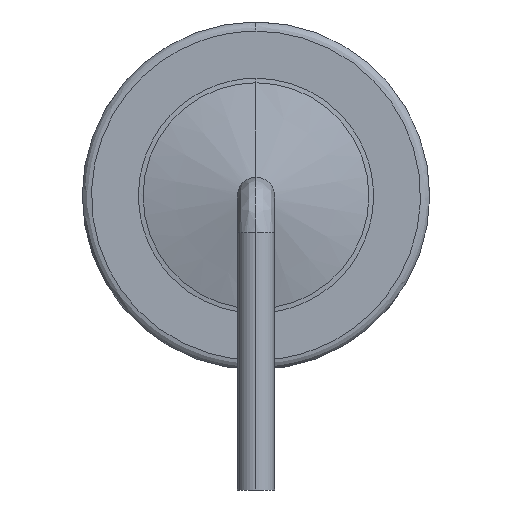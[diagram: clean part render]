
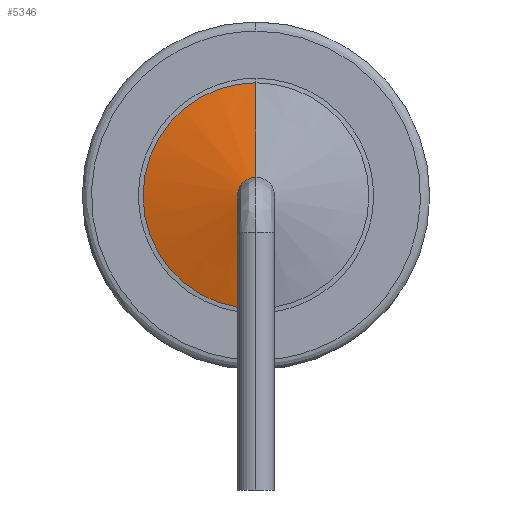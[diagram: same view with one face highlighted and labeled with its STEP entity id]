
A CAD part, left-side view. The second image highlights one B-rep face of the part: STEP entity #5346.
In plain terms, the highlighted conical face has half-angle 76.219 degrees and reference radius 2.438 mm.
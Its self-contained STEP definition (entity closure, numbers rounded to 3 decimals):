
#57 = DIRECTION ( 'NONE',  ( 0.238, 0., -0.971 ) ) ;
#143 = CARTESIAN_POINT ( 'NONE',  ( -9., 0., 3.35 ) ) ;
#194 = VERTEX_POINT ( 'NONE', #8333 ) ;
#316 = CARTESIAN_POINT ( 'NONE',  ( -8.5, 0., 6.189 ) ) ;
#884 = ORIENTED_EDGE ( 'NONE', *, *, #3244, .T. ) ;
#921 = AXIS2_PLACEMENT_3D ( 'NONE', #3836, #9087, #4606 ) ;
#1517 = VERTEX_POINT ( 'NONE', #5180 ) ;
#1544 = AXIS2_PLACEMENT_3D ( 'NONE', #1758, #7014, #2502 ) ;
#1758 = CARTESIAN_POINT ( 'NONE',  ( -9., 0., 3.75 ) ) ;
#1805 = CONICAL_SURFACE ( 'NONE', #7017, 2.439, 1.33 ) ;
#2046 = ORIENTED_EDGE ( 'NONE', *, *, #7331, .T. ) ;
#2502 = DIRECTION ( 'NONE',  ( 0., 0., 1. ) ) ;
#2640 = LINE ( 'NONE', #6106, #8418 ) ;
#2736 = FACE_OUTER_BOUND ( 'NONE', #2933, .T. ) ;
#2933 = EDGE_LOOP ( 'NONE', ( #2046, #884, #5063, #7785 ) ) ;
#3244 = EDGE_CURVE ( 'NONE', #1517, #6675, #4476, .T. ) ;
#3836 = CARTESIAN_POINT ( 'NONE',  ( -8.5, 0., 3.75 ) ) ;
#4259 = CARTESIAN_POINT ( 'NONE',  ( -8.5, 0., 6.189 ) ) ;
#4476 = LINE ( 'NONE', #316, #8926 ) ;
#4606 = DIRECTION ( 'NONE',  ( 0., 0., 1. ) ) ;
#4811 = DIRECTION ( 'NONE',  ( 0.238, 0., 0.971 ) ) ;
#5063 = ORIENTED_EDGE ( 'NONE', *, *, #8653, .T. ) ;
#5180 = CARTESIAN_POINT ( 'NONE',  ( -9., 0., 4.15 ) ) ;
#5186 = DIRECTION ( 'NONE',  ( 1., 0., 0. ) ) ;
#5346 = ADVANCED_FACE ( 'NONE', ( #2736 ), #1805, .T. ) ;
#5432 = VERTEX_POINT ( 'NONE', #143 ) ;
#5868 = EDGE_CURVE ( 'NONE', #5432, #194, #2640, .T. ) ;
#6106 = CARTESIAN_POINT ( 'NONE',  ( -8.5, 0., 1.311 ) ) ;
#6675 = VERTEX_POINT ( 'NONE', #4259 ) ;
#7014 = DIRECTION ( 'NONE',  ( 1., 0., 0. ) ) ;
#7017 = AXIS2_PLACEMENT_3D ( 'NONE', #7397, #5186, #8200 ) ;
#7331 = EDGE_CURVE ( 'NONE', #5432, #1517, #9256, .T. ) ;
#7397 = CARTESIAN_POINT ( 'NONE',  ( -8.5, 0., 3.75 ) ) ;
#7785 = ORIENTED_EDGE ( 'NONE', *, *, #5868, .F. ) ;
#7908 = CIRCLE ( 'NONE', #921, 2.439 ) ;
#8200 = DIRECTION ( 'NONE',  ( 0., 0., -1. ) ) ;
#8333 = CARTESIAN_POINT ( 'NONE',  ( -8.5, 0., 1.311 ) ) ;
#8418 = VECTOR ( 'NONE', #57, 1000. ) ;
#8653 = EDGE_CURVE ( 'NONE', #6675, #194, #7908, .T. ) ;
#8926 = VECTOR ( 'NONE', #4811, 1000. ) ;
#9087 = DIRECTION ( 'NONE',  ( -1., 0., 0. ) ) ;
#9256 = CIRCLE ( 'NONE', #1544, 0.4 ) ;
